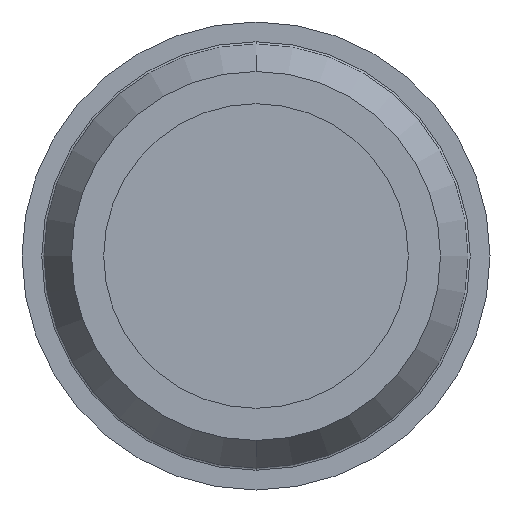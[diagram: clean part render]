
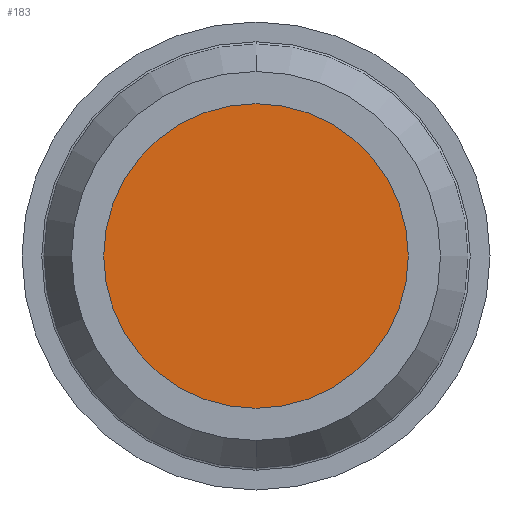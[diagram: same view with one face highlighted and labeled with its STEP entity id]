
A CAD part, front view. The second image highlights one B-rep face of the part: STEP entity #183.
In plain terms, the highlighted planar face has unit normal (0, -1, 0).
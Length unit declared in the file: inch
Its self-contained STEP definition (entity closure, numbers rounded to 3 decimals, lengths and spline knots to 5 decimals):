
#23 = DIRECTION ( 'NONE',  ( 0., 1., 0. ) ) ;
#27 = CARTESIAN_POINT ( 'NONE',  ( 0., -1.23, 0. ) ) ;
#49 = AXIS2_PLACEMENT_3D ( 'NONE', #27, #23, #613 ) ;
#66 = VERTEX_POINT ( 'NONE', #513 ) ;
#99 = CIRCLE ( 'NONE', #49, 1.7895 ) ;
#125 = AXIS2_PLACEMENT_3D ( 'NONE', #467, #465, #460 ) ;
#169 = AXIS2_PLACEMENT_3D ( 'NONE', #568, #550, #547 ) ;
#183 = ADVANCED_FACE ( 'NONE', ( #253 ), #582, .F. ) ;
#211 = CIRCLE ( 'NONE', #125, 1.7895 ) ;
#235 = ORIENTED_EDGE ( 'NONE', *, *, #288, .F. ) ;
#253 = FACE_OUTER_BOUND ( 'NONE', #381, .T. ) ;
#288 = EDGE_CURVE ( 'NONE', #515, #66, #211, .T. ) ;
#381 = EDGE_LOOP ( 'NONE', ( #415, #235 ) ) ;
#415 = ORIENTED_EDGE ( 'NONE', *, *, #445, .F. ) ;
#445 = EDGE_CURVE ( 'NONE', #66, #515, #99, .T. ) ;
#460 = DIRECTION ( 'NONE',  ( 0., 0., 1. ) ) ;
#465 = DIRECTION ( 'NONE',  ( 0., 1., 0. ) ) ;
#467 = CARTESIAN_POINT ( 'NONE',  ( 0., -1.23, 0. ) ) ;
#476 = CARTESIAN_POINT ( 'NONE',  ( 0., -1.23, -1.7895 ) ) ;
#513 = CARTESIAN_POINT ( 'NONE',  ( 0., -1.23, 1.7895 ) ) ;
#515 = VERTEX_POINT ( 'NONE', #476 ) ;
#547 = DIRECTION ( 'NONE',  ( 0., 0., 1. ) ) ;
#550 = DIRECTION ( 'NONE',  ( 0., 1., 0. ) ) ;
#568 = CARTESIAN_POINT ( 'NONE',  ( 0., -1.23, 0. ) ) ;
#582 = PLANE ( 'NONE',  #169 ) ;
#613 = DIRECTION ( 'NONE',  ( 0., 0., 1. ) ) ;
